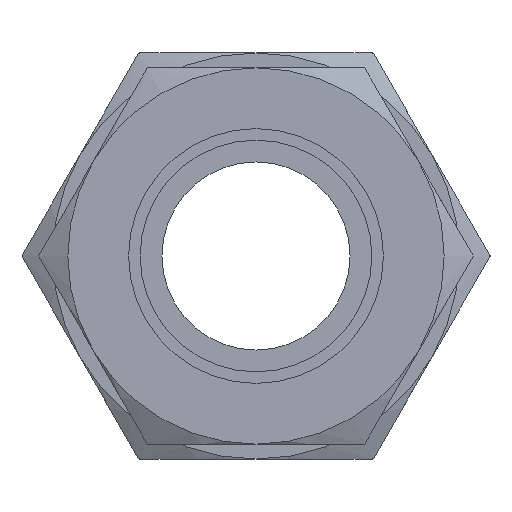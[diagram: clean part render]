
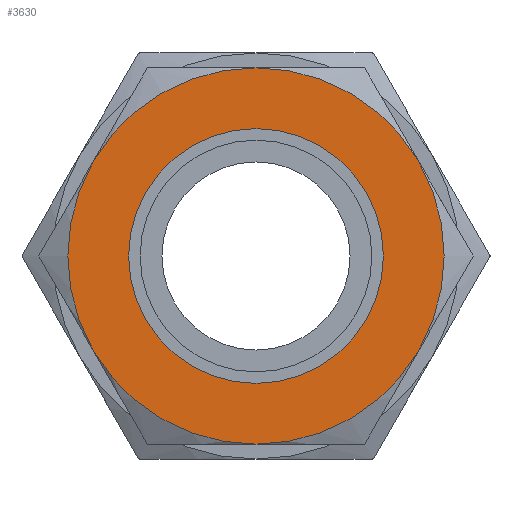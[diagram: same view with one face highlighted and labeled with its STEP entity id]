
A CAD part, left-side view. The second image highlights one B-rep face of the part: STEP entity #3630.
In plain terms, the highlighted planar face has unit normal (-1, 0, 0).
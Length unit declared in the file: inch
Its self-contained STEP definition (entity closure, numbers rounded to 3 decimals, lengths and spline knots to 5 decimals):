
#18 = CARTESIAN_POINT ( 'NONE',  ( -0.275, 0., 0.40625 ) ) ;
#162 = CIRCLE ( 'NONE', #163, 0.40625 ) ;
#163 = AXIS2_PLACEMENT_3D ( 'NONE', #164, #165, #166 ) ;
#164 = CARTESIAN_POINT ( 'NONE',  ( -0.275, 0., 0. ) ) ;
#165 = DIRECTION ( 'NONE',  ( 1., 0., 0. ) ) ;
#166 = DIRECTION ( 'NONE',  ( 0., 0., -1. ) ) ;
#361 = CARTESIAN_POINT ( 'NONE',  ( -0.275, 0.35182, 0.20313 ) ) ;
#396 = CIRCLE ( 'NONE', #397, 0.40625 ) ;
#397 = AXIS2_PLACEMENT_3D ( 'NONE', #398, #399, #400 ) ;
#398 = CARTESIAN_POINT ( 'NONE',  ( -0.275, 0., 0. ) ) ;
#399 = DIRECTION ( 'NONE',  ( 1., 0., 0. ) ) ;
#400 = DIRECTION ( 'NONE',  ( 0., 0., -1. ) ) ;
#453 = CIRCLE ( 'NONE', #454, 0.40625 ) ;
#454 = AXIS2_PLACEMENT_3D ( 'NONE', #455, #456, #457 ) ;
#455 = CARTESIAN_POINT ( 'NONE',  ( -0.275, 0., 0. ) ) ;
#456 = DIRECTION ( 'NONE',  ( 1., 0., 0. ) ) ;
#457 = DIRECTION ( 'NONE',  ( 0., 0., -1. ) ) ;
#459 = CIRCLE ( 'NONE', #460, 0.40625 ) ;
#460 = AXIS2_PLACEMENT_3D ( 'NONE', #461, #462, #463 ) ;
#461 = CARTESIAN_POINT ( 'NONE',  ( -0.275, 0., 0. ) ) ;
#462 = DIRECTION ( 'NONE',  ( 1., 0., 0. ) ) ;
#463 = DIRECTION ( 'NONE',  ( 0., 0., -1. ) ) ;
#538 = CARTESIAN_POINT ( 'NONE',  ( -0.275, 0., -0.40625 ) ) ;
#707 = EDGE_CURVE ( 'NONE', #2081, #891, #2599, .T. ) ;
#826 = VERTEX_POINT ( 'NONE', #3107 ) ;
#855 = EDGE_CURVE ( 'NONE', #1102, #826, #3227, .T. ) ;
#891 = VERTEX_POINT ( 'NONE', #3556 ) ;
#953 = EDGE_CURVE ( 'NONE', #826, #1102, #4081, .T. ) ;
#992 = ORIENTED_EDGE ( 'NONE', *, *, #953, .F. ) ;
#1043 = EDGE_LOOP ( 'NONE', ( #992, #1274 ) ) ;
#1071 = ORIENTED_EDGE ( 'NONE', *, *, #1327, .F. ) ;
#1102 = VERTEX_POINT ( 'NONE', #5143 ) ;
#1133 = ORIENTED_EDGE ( 'NONE', *, *, #2983, .F. ) ;
#1182 = ORIENTED_EDGE ( 'NONE', *, *, #2096, .F. ) ;
#1245 = ORIENTED_EDGE ( 'NONE', *, *, #707, .F. ) ;
#1274 = ORIENTED_EDGE ( 'NONE', *, *, #855, .F. ) ;
#1303 = VERTEX_POINT ( 'NONE', #361 ) ;
#1313 = EDGE_CURVE ( 'NONE', #891, #3156, #396, .T. ) ;
#1327 = EDGE_CURVE ( 'NONE', #1525, #1303, #453, .T. ) ;
#1416 = EDGE_LOOP ( 'NONE', ( #3212, #2718, #1245, #1182, #1133, #1071 ) ) ;
#1525 = VERTEX_POINT ( 'NONE', #4538 ) ;
#2081 = VERTEX_POINT ( 'NONE', #5090 ) ;
#2096 = EDGE_CURVE ( 'NONE', #2179, #2081, #5174, .T. ) ;
#2179 = VERTEX_POINT ( 'NONE', #18 ) ;
#2307 = EDGE_CURVE ( 'NONE', #3156, #1525, #162, .T. ) ;
#2599 = CIRCLE ( 'NONE', #2600, 0.40625 ) ;
#2600 = AXIS2_PLACEMENT_3D ( 'NONE', #2601, #2602, #2603 ) ;
#2601 = CARTESIAN_POINT ( 'NONE',  ( -0.275, 0., 0. ) ) ;
#2602 = DIRECTION ( 'NONE',  ( 1., 0., 0. ) ) ;
#2603 = DIRECTION ( 'NONE',  ( 0., 0., -1. ) ) ;
#2718 = ORIENTED_EDGE ( 'NONE', *, *, #1313, .F. ) ;
#2983 = EDGE_CURVE ( 'NONE', #1303, #2179, #459, .T. ) ;
#3107 = CARTESIAN_POINT ( 'NONE',  ( -0.275, 0., 0.275 ) ) ;
#3156 = VERTEX_POINT ( 'NONE', #538 ) ;
#3212 = ORIENTED_EDGE ( 'NONE', *, *, #2307, .F. ) ;
#3227 = CIRCLE ( 'NONE', #3228, 0.275 ) ;
#3228 = AXIS2_PLACEMENT_3D ( 'NONE', #3229, #3231, #3232 ) ;
#3229 = CARTESIAN_POINT ( 'NONE',  ( -0.275, 0., 0. ) ) ;
#3231 = DIRECTION ( 'NONE',  ( -1., 0., 0. ) ) ;
#3232 = DIRECTION ( 'NONE',  ( 0., 0., 1. ) ) ;
#3531 = FACE_OUTER_BOUND ( 'NONE', #1416, .T. ) ;
#3532 = FACE_BOUND ( 'NONE', #1043, .T. ) ;
#3533 = PLANE ( 'NONE',  #3534 ) ;
#3534 = AXIS2_PLACEMENT_3D ( 'NONE', #3535, #3536, #3537 ) ;
#3535 = CARTESIAN_POINT ( 'NONE',  ( -0.275, 0.35475, 0. ) ) ;
#3536 = DIRECTION ( 'NONE',  ( -1., 0., 0. ) ) ;
#3537 = DIRECTION ( 'NONE',  ( 0., 0., 1. ) ) ;
#3556 = CARTESIAN_POINT ( 'NONE',  ( -0.275, -0.35182, -0.20313 ) ) ;
#3630 = ADVANCED_FACE ( 'NONE', ( #3531, #3532 ), #3533, .T. ) ;
#4081 = CIRCLE ( 'NONE', #4082, 0.275 ) ;
#4082 = AXIS2_PLACEMENT_3D ( 'NONE', #4083, #4084, #4085 ) ;
#4083 = CARTESIAN_POINT ( 'NONE',  ( -0.275, 0., 0. ) ) ;
#4084 = DIRECTION ( 'NONE',  ( -1., 0., 0. ) ) ;
#4085 = DIRECTION ( 'NONE',  ( 0., 0., 1. ) ) ;
#4538 = CARTESIAN_POINT ( 'NONE',  ( -0.275, 0.35182, -0.20312 ) ) ;
#5090 = CARTESIAN_POINT ( 'NONE',  ( -0.275, -0.35182, 0.20312 ) ) ;
#5143 = CARTESIAN_POINT ( 'NONE',  ( -0.275, 0., -0.275 ) ) ;
#5174 = CIRCLE ( 'NONE', #5175, 0.40625 ) ;
#5175 = AXIS2_PLACEMENT_3D ( 'NONE', #5176, #5177, #5178 ) ;
#5176 = CARTESIAN_POINT ( 'NONE',  ( -0.275, 0., 0. ) ) ;
#5177 = DIRECTION ( 'NONE',  ( 1., 0., 0. ) ) ;
#5178 = DIRECTION ( 'NONE',  ( 0., 0., -1. ) ) ;
